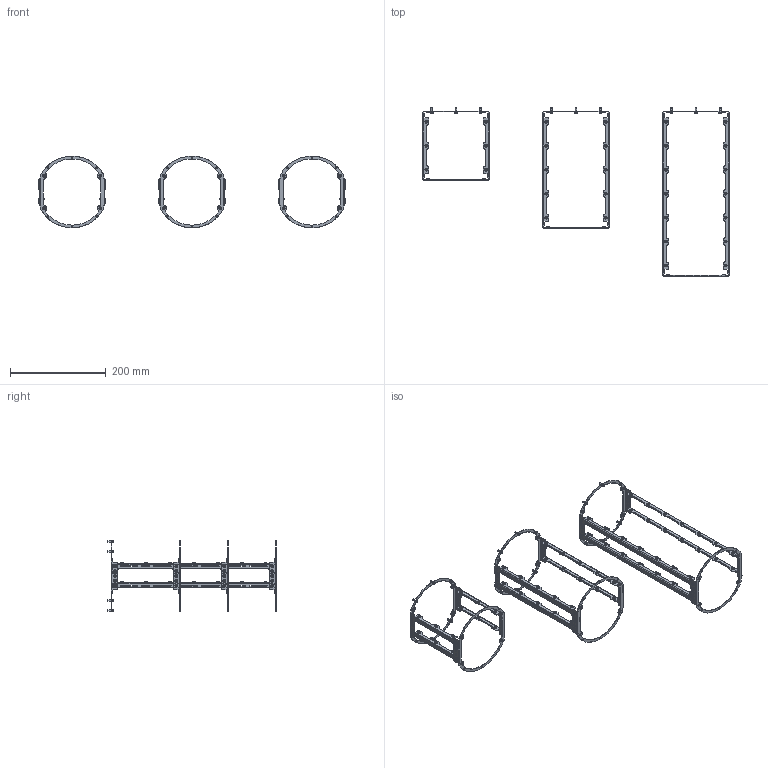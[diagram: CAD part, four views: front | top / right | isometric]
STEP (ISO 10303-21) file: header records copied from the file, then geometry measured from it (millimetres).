
FILE_DESCRIPTION (( 'STEP AP203' ), '1' );
FILE_NAME ('14011201-03.STEP', '2024-05-09T09:20:13', ( '' ), ( '' ), 'SwSTEP 2.0', 'SolidWorks 2022', '' );
FILE_SCHEMA (( 'CONFIG_CONTROL_DESIGN' ));
Products named in the file (1): 14011201-03
Bounding box: 640.8 x 350.8 x 149.5 mm (x, y, z)
Volume: 93551.8 mm3; surface area: 165326.2 mm2
Topology: 3 solids, 3 shells, 3253 faces, 8796 edges, 5747 vertices
Faces by surface type: cylinder 1477, plane 1452, cone 288, torus 36
Entity records: 103834 total; most frequent: DIRECTION 18903, CARTESIAN_POINT 17761, ORIENTED_EDGE 17520, EDGE_CURVE 8760, AXIS2_PLACEMENT_3D 6889, VERTEX_POINT 5747, VECTOR 5125, LINE 5125
